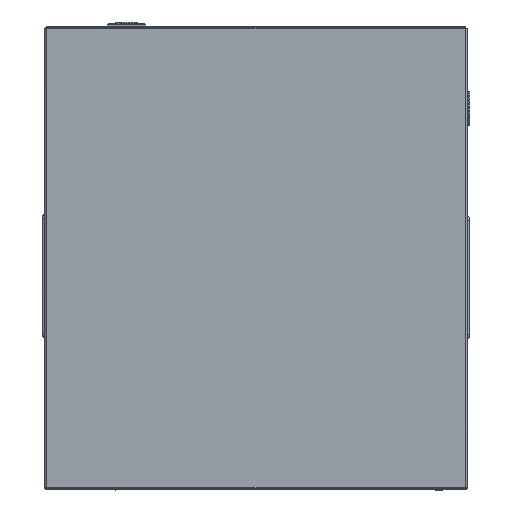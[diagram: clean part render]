
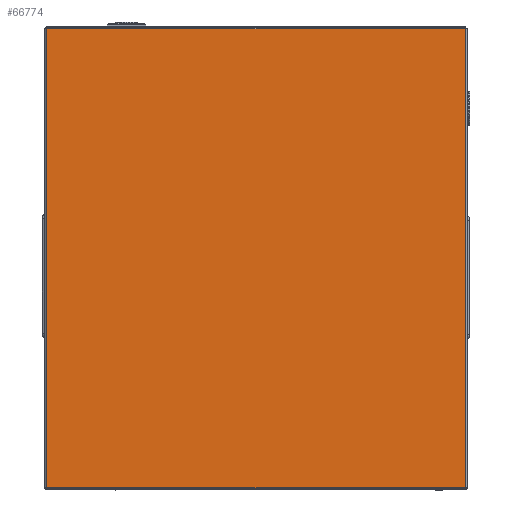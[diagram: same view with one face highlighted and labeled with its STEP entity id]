
A CAD part, left-side view. The second image highlights one B-rep face of the part: STEP entity #66774.
In plain terms, the highlighted face is planar.
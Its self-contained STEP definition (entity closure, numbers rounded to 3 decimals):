
#2769 = DIRECTION ( 'NONE',  ( 1., 0., 0. ) ) ;
#7715 = VERTEX_POINT ( 'NONE', #120608 ) ;
#10861 = CARTESIAN_POINT ( 'NONE',  ( -168.5, -153.5, -1. ) ) ;
#13590 = VECTOR ( 'NONE', #28150, 1000. ) ;
#16551 = DIRECTION ( 'NONE',  ( 0., 0., 1. ) ) ;
#19228 = EDGE_CURVE ( 'NONE', #170475, #155007, #28413, .T. ) ;
#26482 = CARTESIAN_POINT ( 'NONE',  ( 168.5, 153.5, -1. ) ) ;
#28150 = DIRECTION ( 'NONE',  ( 0., -1., 0. ) ) ;
#28413 = LINE ( 'NONE', #29253, #81805 ) ;
#29253 = CARTESIAN_POINT ( 'NONE',  ( -168.5, 153.5, -1. ) ) ;
#44195 = CARTESIAN_POINT ( 'NONE',  ( 0., 0., -1. ) ) ;
#45956 = VECTOR ( 'NONE', #50613, 1000. ) ;
#50613 = DIRECTION ( 'NONE',  ( 0., 1., 0. ) ) ;
#57399 = VERTEX_POINT ( 'NONE', #111592 ) ;
#58175 = VECTOR ( 'NONE', #120373, 1000. ) ;
#65248 = CARTESIAN_POINT ( 'NONE',  ( 168.5, -153.5, -1. ) ) ;
#66774 = ADVANCED_FACE ( 'NONE', ( #83902 ), #123593, .F. ) ;
#81805 = VECTOR ( 'NONE', #137216, 1000. ) ;
#83902 = FACE_OUTER_BOUND ( 'NONE', #134980, .T. ) ;
#86488 = EDGE_CURVE ( 'NONE', #155007, #57399, #130111, .T. ) ;
#86830 = ORIENTED_EDGE ( 'NONE', *, *, #19228, .T. ) ;
#97415 = AXIS2_PLACEMENT_3D ( 'NONE', #44195, #16551, #2769 ) ;
#99826 = ORIENTED_EDGE ( 'NONE', *, *, #86488, .T. ) ;
#111592 = CARTESIAN_POINT ( 'NONE',  ( 168.5, -153.5, -1. ) ) ;
#118689 = LINE ( 'NONE', #65248, #58175 ) ;
#120373 = DIRECTION ( 'NONE',  ( -1., 0., 0. ) ) ;
#120608 = CARTESIAN_POINT ( 'NONE',  ( -168.5, -153.5, -1. ) ) ;
#123593 = PLANE ( 'NONE',  #97415 ) ;
#129125 = LINE ( 'NONE', #10861, #45956 ) ;
#130111 = LINE ( 'NONE', #26482, #13590 ) ;
#133847 = ORIENTED_EDGE ( 'NONE', *, *, #166657, .T. ) ;
#134980 = EDGE_LOOP ( 'NONE', ( #133847, #86830, #99826, #144227 ) ) ;
#137216 = DIRECTION ( 'NONE',  ( 1., 0., 0. ) ) ;
#144227 = ORIENTED_EDGE ( 'NONE', *, *, #170187, .T. ) ;
#150130 = CARTESIAN_POINT ( 'NONE',  ( 168.5, 153.5, -1. ) ) ;
#153990 = CARTESIAN_POINT ( 'NONE',  ( -168.5, 153.5, -1. ) ) ;
#155007 = VERTEX_POINT ( 'NONE', #150130 ) ;
#166657 = EDGE_CURVE ( 'NONE', #7715, #170475, #129125, .T. ) ;
#170187 = EDGE_CURVE ( 'NONE', #57399, #7715, #118689, .T. ) ;
#170475 = VERTEX_POINT ( 'NONE', #153990 ) ;
